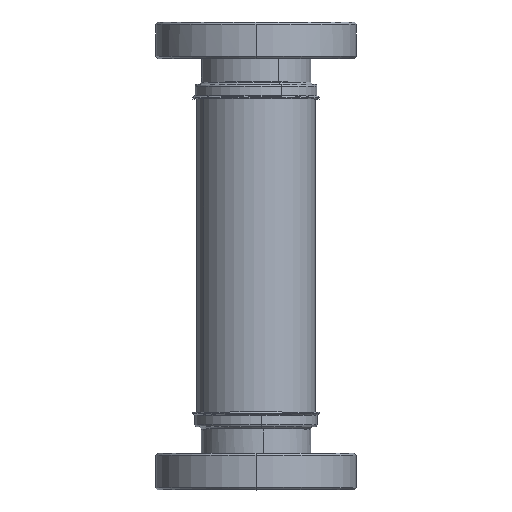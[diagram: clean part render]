
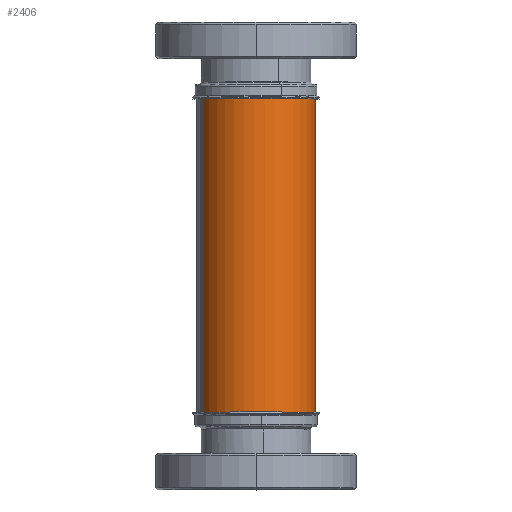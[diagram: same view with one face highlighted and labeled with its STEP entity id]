
A CAD part, top view. The second image highlights one B-rep face of the part: STEP entity #2406.
In plain terms, the highlighted cylindrical face has radius 20.637 mm (diameter 41.275 mm), a partial arc.
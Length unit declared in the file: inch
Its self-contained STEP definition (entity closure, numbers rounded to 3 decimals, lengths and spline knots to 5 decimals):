
#37 = EDGE_CURVE ( 'NONE', #2812, #706, #3657, .T. ) ;
#160 = CIRCLE ( 'NONE', #3766, 0.8125 ) ;
#325 = CARTESIAN_POINT ( 'NONE',  ( 0., -1.72484, 0. ) ) ;
#327 = EDGE_LOOP ( 'NONE', ( #2844, #2716, #1077, #4457 ) ) ;
#482 = CARTESIAN_POINT ( 'NONE',  ( -0.71493, -4.24923, 0.38605 ) ) ;
#545 = CARTESIAN_POINT ( 'NONE',  ( 0.71493, -4.24923, -0.38605 ) ) ;
#706 = VERTEX_POINT ( 'NONE', #1745 ) ;
#715 = CYLINDRICAL_SURFACE ( 'NONE', #3867, 0.8125 ) ;
#878 = LINE ( 'NONE', #482, #4289 ) ;
#1002 = DIRECTION ( 'NONE',  ( -0.88, 0., 0.475 ) ) ;
#1077 = ORIENTED_EDGE ( 'NONE', *, *, #3596, .T. ) ;
#1247 = CIRCLE ( 'NONE', #1748, 0.8125 ) ;
#1356 = VERTEX_POINT ( 'NONE', #2695 ) ;
#1373 = DIRECTION ( 'NONE',  ( 0., 1., 0. ) ) ;
#1634 = CARTESIAN_POINT ( 'NONE',  ( -0.71493, -1.72484, 0.38605 ) ) ;
#1689 = VECTOR ( 'NONE', #2255, 39.37008 ) ;
#1707 = DIRECTION ( 'NONE',  ( -1., 0., 0. ) ) ;
#1745 = CARTESIAN_POINT ( 'NONE',  ( 0.71493, -1.72484, -0.38605 ) ) ;
#1748 = AXIS2_PLACEMENT_3D ( 'NONE', #2056, #1373, #1707 ) ;
#1970 = DIRECTION ( 'NONE',  ( 0., -1., 0. ) ) ;
#2056 = CARTESIAN_POINT ( 'NONE',  ( 0., -6.0094, 0. ) ) ;
#2086 = FACE_OUTER_BOUND ( 'NONE', #327, .T. ) ;
#2255 = DIRECTION ( 'NONE',  ( 0., 1., 0. ) ) ;
#2406 = ADVANCED_FACE ( 'NONE', ( #2086 ), #715, .T. ) ;
#2695 = CARTESIAN_POINT ( 'NONE',  ( -0.71493, -6.0094, 0.38605 ) ) ;
#2696 = DIRECTION ( 'NONE',  ( 0., 0., -1. ) ) ;
#2716 = ORIENTED_EDGE ( 'NONE', *, *, #37, .T. ) ;
#2727 = DIRECTION ( 'NONE',  ( 0., 1., 0. ) ) ;
#2812 = VERTEX_POINT ( 'NONE', #4463 ) ;
#2844 = ORIENTED_EDGE ( 'NONE', *, *, #3811, .T. ) ;
#3083 = CARTESIAN_POINT ( 'NONE',  ( 0., -4.24923, 0. ) ) ;
#3596 = EDGE_CURVE ( 'NONE', #706, #4005, #160, .T. ) ;
#3657 = LINE ( 'NONE', #545, #1689 ) ;
#3766 = AXIS2_PLACEMENT_3D ( 'NONE', #325, #1970, #2696 ) ;
#3811 = EDGE_CURVE ( 'NONE', #1356, #2812, #1247, .T. ) ;
#3867 = AXIS2_PLACEMENT_3D ( 'NONE', #3083, #2727, #1002 ) ;
#3882 = EDGE_CURVE ( 'NONE', #1356, #4005, #878, .T. ) ;
#3974 = DIRECTION ( 'NONE',  ( 0., 1., 0. ) ) ;
#4005 = VERTEX_POINT ( 'NONE', #1634 ) ;
#4289 = VECTOR ( 'NONE', #3974, 39.37008 ) ;
#4457 = ORIENTED_EDGE ( 'NONE', *, *, #3882, .F. ) ;
#4463 = CARTESIAN_POINT ( 'NONE',  ( 0.71493, -6.0094, -0.38605 ) ) ;
